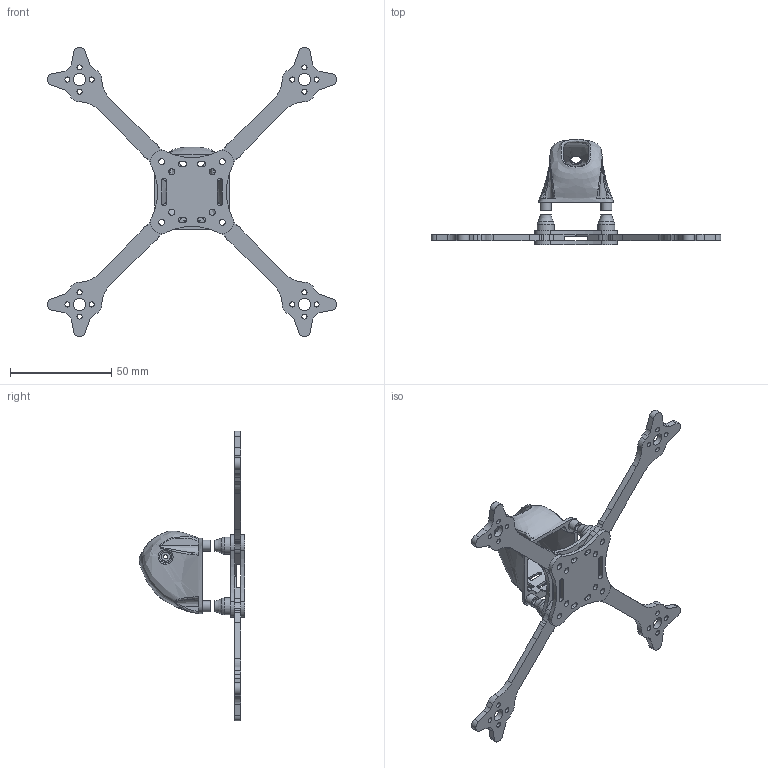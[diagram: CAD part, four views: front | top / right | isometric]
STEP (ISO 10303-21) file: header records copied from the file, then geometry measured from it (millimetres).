
FILE_DESCRIPTION(/* description */ (''),/* implementation_level */ '2;1');
FILE_NAME(/* name */ 'ainx20.step',/* time_stamp */ '2018-08-10T13:46:11+02:00',/* author */ ('account-autodeskZK8T7'),/* organization */ (''),/* preprocessor_version */ 'ST-DEVELOPER v17',/* originating_system */ 'Autodesk Translation Framework v7.1.0.215',/* authorisation */ '');
FILE_SCHEMA (('AUTOMOTIVE_DESIGN { 1 0 10303 214 3 1 1 }'));
Length unit declared in the file: millimetre
Products named in the file (6): ainx20; arm; base; pod; standoff; bottomstandoff
Assembly tree (15 placements, depth 2):
  ainx20
    arm  x4
    base  x2
    pod
    standoff  x4
    bottomstandoff  x4
Bounding box: 143.16 x 52.15 x 143.16 mm (x, y, z)
Volume: 22305.1 mm3; surface area: 26462.7 mm2
Topology: 15 solids, 15 shells, 520 faces, 1472 edges, 986 vertices
Faces by surface type: cylinder 233, plane 199, bspline 74, torus 10, cone 4
Full cylindrical faces by diameter (mm): 2 x2, 2.5 x16, 3 x16, 3.1 x8, 3.2 x4, 3.5 x8, 5.5 x4, 6 x8, 8.5 x4
Entity records: 19240 total; most frequent: CARTESIAN_POINT 12661, ORIENTED_EDGE 1424, DIRECTION 1157, EDGE_CURVE 712, VERTEX_POINT 467, AXIS2_PLACEMENT_3D 454, EDGE_LOOP 327, FACE_OUTER_BOUND 256
